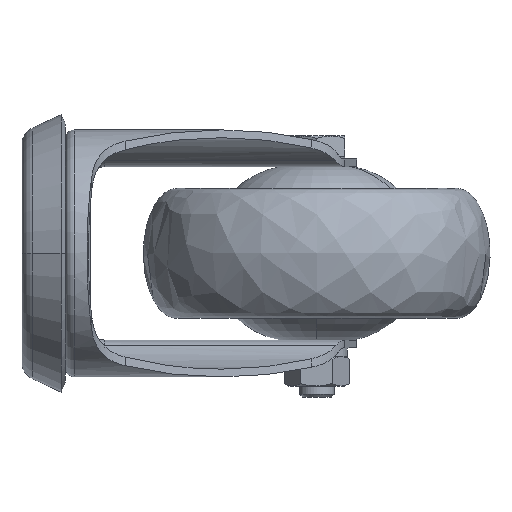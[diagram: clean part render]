
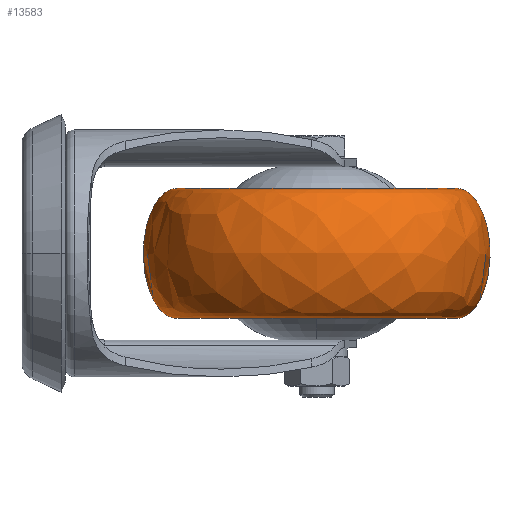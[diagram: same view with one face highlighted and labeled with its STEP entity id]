
A CAD part, left-side view. The second image highlights one B-rep face of the part: STEP entity #13583.
In plain terms, the highlighted free-form (B-spline) face has degree [3, 3] with [4, 4] control points.
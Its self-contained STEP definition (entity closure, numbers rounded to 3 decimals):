
#271 =( BOUNDED_CURVE ( )  B_SPLINE_CURVE ( 3, ( #13538, #12309, #10215, #8244 ),
 .UNSPECIFIED., .F., .T. ) 
 B_SPLINE_CURVE_WITH_KNOTS ( ( 4, 4 ),
 ( 0., 1. ),
 .UNSPECIFIED. ) 
 CURVE ( )  GEOMETRIC_REPRESENTATION_ITEM ( )  RATIONAL_B_SPLINE_CURVE ( ( 1., 0.333, 0.333, 1. ) ) 
 REPRESENTATION_ITEM ( '' )  );
#649 = CARTESIAN_POINT ( 'NONE',  ( 34.954, -68.261, 15. ) ) ;
#721 = CARTESIAN_POINT ( 'NONE',  ( -60.546, 11.739, -15. ) ) ;
#1493 = EDGE_CURVE ( 'NONE', #8722, #4913, #7510, .T. ) ;
#1885 = CARTESIAN_POINT ( 'NONE',  ( -29.546, -3.761, 15. ) ) ;
#2249 = DIRECTION ( 'NONE',  ( 0., 0., 1. ) ) ;
#2264 = ORIENTED_EDGE ( 'NONE', *, *, #3857, .F. ) ;
#2510 = CARTESIAN_POINT ( 'NONE',  ( 34.954, -36.011, -15. ) ) ;
#2749 = EDGE_LOOP ( 'NONE', ( #3125, #5391, #2264, #9841 ) ) ;
#3125 = ORIENTED_EDGE ( 'NONE', *, *, #1493, .T. ) ;
#3129 = CARTESIAN_POINT ( 'NONE',  ( 34.954, -3.761, 15. ) ) ;
#3196 = EDGE_CURVE ( 'NONE', #8722, #11620, #271, .T. ) ;
#3760 = AXIS2_PLACEMENT_3D ( 'NONE', #2510, #10846, #4658 ) ;
#3774 = CARTESIAN_POINT ( 'NONE',  ( 34.954, 11.739, -15. ) ) ;
#3857 = EDGE_CURVE ( 'NONE', #11620, #6681, #13626, .T. ) ;
#4042 =( BOUNDED_SURFACE ( )  B_SPLINE_SURFACE ( 3, 3, ( 
 ( #5898, #11352, #9305, #13288 ),
 ( #3774, #721, #4933, #13550 ),
 ( #8193, #10147, #7994, #12464 ),
 ( #6943, #1885, #11188, #649 ) ),
 .UNSPECIFIED., .F., .F., .T. ) 
 B_SPLINE_SURFACE_WITH_KNOTS ( ( 4, 4 ),
 ( 4, 4 ),
 ( 0., 1. ),
 ( 0., 1. ),
 .UNSPECIFIED. ) 
 GEOMETRIC_REPRESENTATION_ITEM ( )  RATIONAL_B_SPLINE_SURFACE ( (
 ( 1., 0.333, 0.333, 1.),
 ( 0.333, 0.111, 0.111, 0.333),
 ( 0.333, 0.111, 0.111, 0.333),
 ( 1., 0.333, 0.333, 1.) ) ) 
 REPRESENTATION_ITEM ( '' )  SURFACE ( )  );
#4658 = DIRECTION ( 'NONE',  ( 0., 1., 0. ) ) ;
#4913 = VERTEX_POINT ( 'NONE', #6518 ) ;
#4933 = CARTESIAN_POINT ( 'NONE',  ( -60.546, -83.761, -15. ) ) ;
#4971 = AXIS2_PLACEMENT_3D ( 'NONE', #7581, #2249, #11830 ) ;
#4992 = FACE_OUTER_BOUND ( 'NONE', #2749, .T. ) ;
#5260 = CARTESIAN_POINT ( 'NONE',  ( 34.954, -68.261, -15. ) ) ;
#5391 = ORIENTED_EDGE ( 'NONE', *, *, #5407, .T. ) ;
#5407 = EDGE_CURVE ( 'NONE', #4913, #6681, #6883, .T. ) ;
#5898 = CARTESIAN_POINT ( 'NONE',  ( 34.954, -3.761, -15. ) ) ;
#6518 = CARTESIAN_POINT ( 'NONE',  ( 34.954, -68.261, -15. ) ) ;
#6658 = CARTESIAN_POINT ( 'NONE',  ( 34.954, -68.261, 15. ) ) ;
#6681 = VERTEX_POINT ( 'NONE', #6658 ) ;
#6883 =( BOUNDED_CURVE ( )  B_SPLINE_CURVE ( 3, ( #5260, #7293, #11544, #8524 ),
 .UNSPECIFIED., .F., .F. ) 
 B_SPLINE_CURVE_WITH_KNOTS ( ( 4, 4 ),
 ( 0., 1. ),
 .UNSPECIFIED. ) 
 CURVE ( )  GEOMETRIC_REPRESENTATION_ITEM ( )  RATIONAL_B_SPLINE_CURVE ( ( 1., 0.333, 0.333, 1. ) ) 
 REPRESENTATION_ITEM ( '' )  );
#6943 = CARTESIAN_POINT ( 'NONE',  ( 34.954, -3.761, 15. ) ) ;
#7293 = CARTESIAN_POINT ( 'NONE',  ( 34.954, -83.761, -15. ) ) ;
#7510 = CIRCLE ( 'NONE', #3760, 32.25 ) ;
#7581 = CARTESIAN_POINT ( 'NONE',  ( 34.954, -36.011, 15. ) ) ;
#7994 = CARTESIAN_POINT ( 'NONE',  ( -60.546, -83.761, 15. ) ) ;
#8193 = CARTESIAN_POINT ( 'NONE',  ( 34.954, 11.739, 15. ) ) ;
#8244 = CARTESIAN_POINT ( 'NONE',  ( 34.954, -3.761, 15. ) ) ;
#8524 = CARTESIAN_POINT ( 'NONE',  ( 34.954, -68.261, 15. ) ) ;
#8722 = VERTEX_POINT ( 'NONE', #13010 ) ;
#9305 = CARTESIAN_POINT ( 'NONE',  ( -29.546, -68.261, -15. ) ) ;
#9841 = ORIENTED_EDGE ( 'NONE', *, *, #3196, .F. ) ;
#10147 = CARTESIAN_POINT ( 'NONE',  ( -60.546, 11.739, 15. ) ) ;
#10215 = CARTESIAN_POINT ( 'NONE',  ( 34.954, 11.739, 15. ) ) ;
#10846 = DIRECTION ( 'NONE',  ( 0., 0., 1. ) ) ;
#11188 = CARTESIAN_POINT ( 'NONE',  ( -29.546, -68.261, 15. ) ) ;
#11352 = CARTESIAN_POINT ( 'NONE',  ( -29.546, -3.761, -15. ) ) ;
#11544 = CARTESIAN_POINT ( 'NONE',  ( 34.954, -83.761, 15. ) ) ;
#11620 = VERTEX_POINT ( 'NONE', #3129 ) ;
#11830 = DIRECTION ( 'NONE',  ( 0., 1., 0. ) ) ;
#12309 = CARTESIAN_POINT ( 'NONE',  ( 34.954, 11.739, -15. ) ) ;
#12464 = CARTESIAN_POINT ( 'NONE',  ( 34.954, -83.761, 15. ) ) ;
#13010 = CARTESIAN_POINT ( 'NONE',  ( 34.954, -3.761, -15. ) ) ;
#13288 = CARTESIAN_POINT ( 'NONE',  ( 34.954, -68.261, -15. ) ) ;
#13538 = CARTESIAN_POINT ( 'NONE',  ( 34.954, -3.761, -15. ) ) ;
#13550 = CARTESIAN_POINT ( 'NONE',  ( 34.954, -83.761, -15. ) ) ;
#13583 = ADVANCED_FACE ( 'NONE', ( #4992 ), #4042, .F. ) ;
#13626 = CIRCLE ( 'NONE', #4971, 32.25 ) ;
